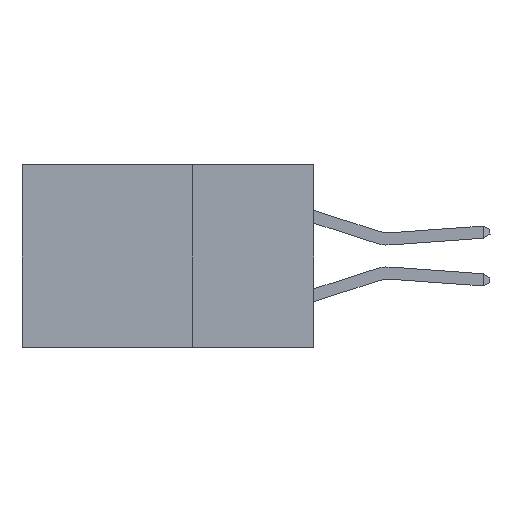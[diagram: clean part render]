
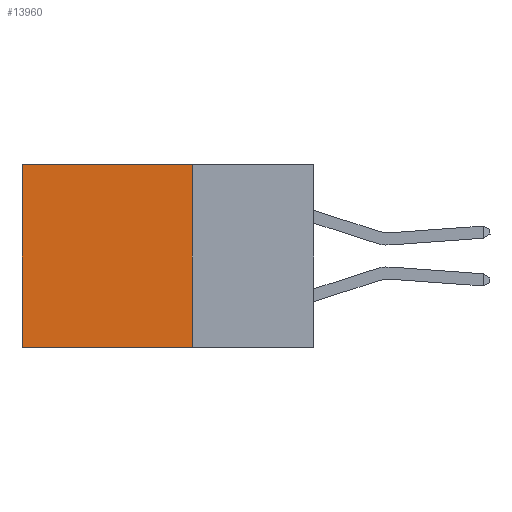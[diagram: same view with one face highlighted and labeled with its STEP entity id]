
A CAD part, left-side view. The second image highlights one B-rep face of the part: STEP entity #13960.
In plain terms, the highlighted planar face has unit normal (-1, 0, 0).
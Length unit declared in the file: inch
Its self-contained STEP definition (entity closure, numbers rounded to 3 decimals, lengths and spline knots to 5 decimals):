
#1609 = VECTOR ( 'NONE', #13317, 39.37008 ) ;
#1846 = VERTEX_POINT ( 'NONE', #8158 ) ;
#2942 = EDGE_CURVE ( 'NONE', #1846, #8464, #18634, .T. ) ;
#2996 = LINE ( 'NONE', #6501, #4218 ) ;
#4218 = VECTOR ( 'NONE', #16287, 39.37008 ) ;
#5143 = ORIENTED_EDGE ( 'NONE', *, *, #15591, .T. ) ;
#6306 = PLANE ( 'NONE',  #7762 ) ;
#6417 = LINE ( 'NONE', #16297, #8874 ) ;
#6501 = CARTESIAN_POINT ( 'NONE',  ( 0.2875, 0.25, -0.375 ) ) ;
#7184 = ORIENTED_EDGE ( 'NONE', *, *, #10106, .F. ) ;
#7762 = AXIS2_PLACEMENT_3D ( 'NONE', #11157, #14263, #9736 ) ;
#8158 = CARTESIAN_POINT ( 'NONE',  ( 0.2875, 0.25, 0. ) ) ;
#8214 = FACE_OUTER_BOUND ( 'NONE', #14816, .T. ) ;
#8416 = VECTOR ( 'NONE', #19717, 39.37008 ) ;
#8464 = VERTEX_POINT ( 'NONE', #9816 ) ;
#8470 = VERTEX_POINT ( 'NONE', #9675 ) ;
#8560 = DIRECTION ( 'NONE',  ( 0., 0., -1. ) ) ;
#8874 = VECTOR ( 'NONE', #8560, 39.37008 ) ;
#9675 = CARTESIAN_POINT ( 'NONE',  ( 0.2875, 0.6, -0.375 ) ) ;
#9736 = DIRECTION ( 'NONE',  ( 0., 0., -1. ) ) ;
#9816 = CARTESIAN_POINT ( 'NONE',  ( 0.2875, 0.6, 0. ) ) ;
#10106 = EDGE_CURVE ( 'NONE', #16594, #8470, #2996, .T. ) ;
#10215 = CARTESIAN_POINT ( 'NONE',  ( 0.2875, 0.6, -0.375 ) ) ;
#11157 = CARTESIAN_POINT ( 'NONE',  ( 0.2875, 0.25, -0.375 ) ) ;
#11582 = CARTESIAN_POINT ( 'NONE',  ( 0.2875, 0.25, 0. ) ) ;
#12870 = CARTESIAN_POINT ( 'NONE',  ( 0.2875, 0.25, -0.375 ) ) ;
#13317 = DIRECTION ( 'NONE',  ( 0., 0., -1. ) ) ;
#13960 = ADVANCED_FACE ( 'NONE', ( #8214 ), #6306, .F. ) ;
#14263 = DIRECTION ( 'NONE',  ( 1., 0., 0. ) ) ;
#14816 = EDGE_LOOP ( 'NONE', ( #5143, #7184, #18053, #17679 ) ) ;
#15591 = EDGE_CURVE ( 'NONE', #8464, #8470, #18394, .T. ) ;
#16152 = EDGE_CURVE ( 'NONE', #1846, #16594, #6417, .T. ) ;
#16287 = DIRECTION ( 'NONE',  ( 0., 1., 0. ) ) ;
#16297 = CARTESIAN_POINT ( 'NONE',  ( 0.2875, 0.25, -0.375 ) ) ;
#16594 = VERTEX_POINT ( 'NONE', #12870 ) ;
#17679 = ORIENTED_EDGE ( 'NONE', *, *, #2942, .T. ) ;
#18053 = ORIENTED_EDGE ( 'NONE', *, *, #16152, .F. ) ;
#18394 = LINE ( 'NONE', #10215, #1609 ) ;
#18634 = LINE ( 'NONE', #11582, #8416 ) ;
#19717 = DIRECTION ( 'NONE',  ( 0., 1., 0. ) ) ;
